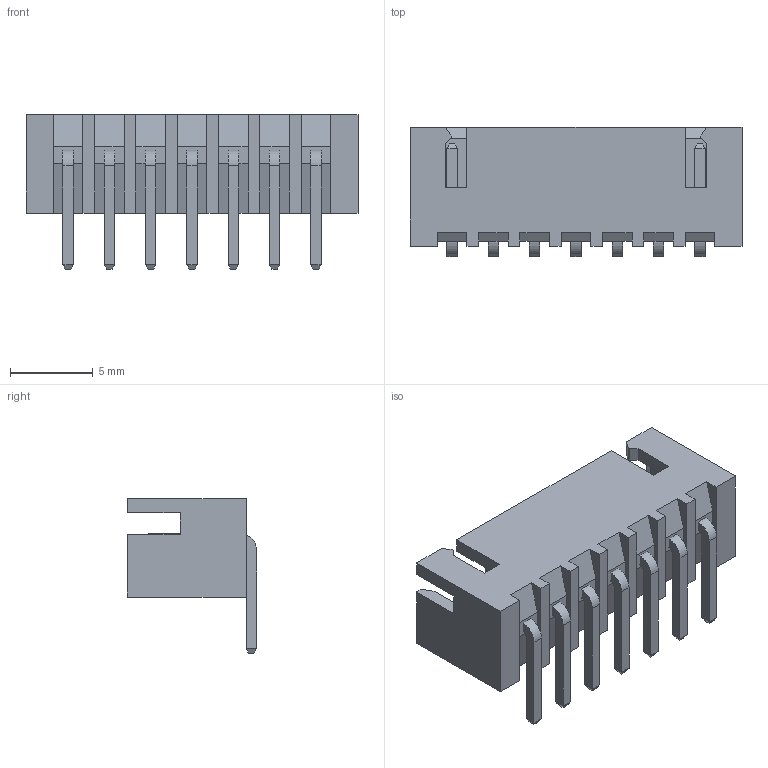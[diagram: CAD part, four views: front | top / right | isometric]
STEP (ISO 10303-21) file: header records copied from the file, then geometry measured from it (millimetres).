
FILE_DESCRIPTION(('STEP AP214'), '1');
FILE_NAME('DS1069-2MRW6XB', '2018-05-08T23:13:46', ('Nobody'), (''), 'ASCON STEP Converter 1.3', 'ASCON Math Kernel', '');
FILE_SCHEMA(('AUTOMOTIVE_DESIGN { 1 0 10303 214 3 1 1}'));
Length unit declared in the file: millimetre
Assembly tree (8 placements, depth 2):
  (unnamed)
    (unnamed)
    (unnamed)  x7
Bounding box: 20.1 x 7.82 x 9.35 mm (x, y, z)
Volume: 443.1 mm3; surface area: 1085.4 mm2
Topology: 8 solids, 8 shells, 203 faces, 503 edges, 316 vertices
Faces by surface type: plane 189, cylinder 14
Entity records: 4023 total; most frequent: CARTESIAN_POINT 539, ORIENTED_EDGE 526, DIRECTION 475, EDGE_CURVE 263, LINE 259, VECTOR 259, VERTEX_POINT 172, AXIS2_PLACEMENT_3D 108
